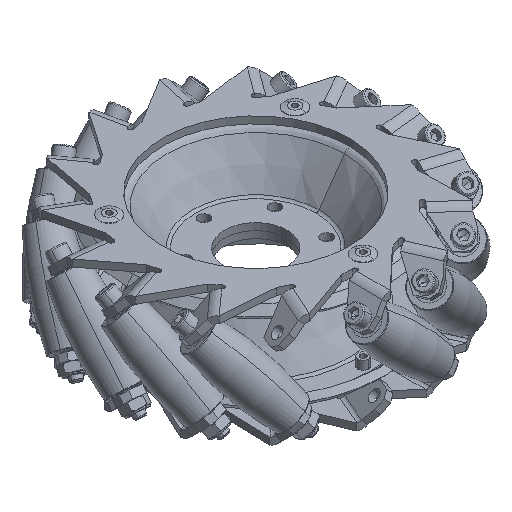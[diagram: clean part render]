
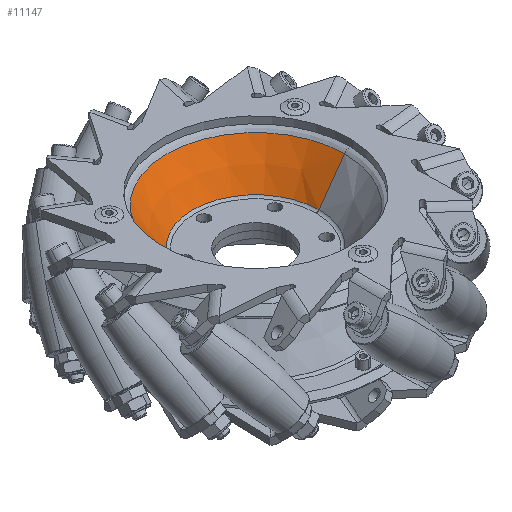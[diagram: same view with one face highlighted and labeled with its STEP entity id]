
A CAD part, isometric view. The second image highlights one B-rep face of the part: STEP entity #11147.
In plain terms, the highlighted conical face has half-angle 35.59 degrees and reference radius 28.53 mm.
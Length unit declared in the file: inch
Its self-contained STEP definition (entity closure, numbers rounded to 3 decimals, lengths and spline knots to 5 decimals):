
#478 = ORIENTED_EDGE ( 'NONE', *, *, #3727, .F. ) ;
#517 = LINE ( 'NONE', #5163, #3682 ) ;
#926 = CARTESIAN_POINT ( 'NONE',  ( 0.79662, 0., -1.60391 ) ) ;
#2021 = CIRCLE ( 'NONE', #3003, 1.14194 ) ;
#2333 = ORIENTED_EDGE ( 'NONE', *, *, #8799, .T. ) ;
#2585 = VECTOR ( 'NONE', #13556, 39.37008 ) ;
#3003 = AXIS2_PLACEMENT_3D ( 'NONE', #6104, #8278, #14281 ) ;
#3151 = DIRECTION ( 'NONE',  ( 0., 0., 1. ) ) ;
#3682 = VECTOR ( 'NONE', #9741, 39.37008 ) ;
#3727 = EDGE_CURVE ( 'NONE', #12995, #9348, #8920, .T. ) ;
#4176 = AXIS2_PLACEMENT_3D ( 'NONE', #6705, #13295, #3151 ) ;
#4817 = CONICAL_SURFACE ( 'NONE', #12269, 1.12325, 0.621 ) ;
#5163 = CARTESIAN_POINT ( 'NONE',  ( 0.125, 0., 1.12325 ) ) ;
#5498 = CARTESIAN_POINT ( 'NONE',  ( 0.79662, 0., 1.60391 ) ) ;
#5866 = EDGE_CURVE ( 'NONE', #9939, #13523, #517, .T. ) ;
#6104 = CARTESIAN_POINT ( 'NONE',  ( 0.15113, 0., 0. ) ) ;
#6588 = ORIENTED_EDGE ( 'NONE', *, *, #10360, .T. ) ;
#6705 = CARTESIAN_POINT ( 'NONE',  ( 0.79662, 0., 0. ) ) ;
#7410 = EDGE_LOOP ( 'NONE', ( #6588, #11688, #2333, #478 ) ) ;
#8278 = DIRECTION ( 'NONE',  ( -1., 0., 0. ) ) ;
#8317 = FACE_OUTER_BOUND ( 'NONE', #7410, .T. ) ;
#8708 = CARTESIAN_POINT ( 'NONE',  ( 0.125, 0., -1.12325 ) ) ;
#8799 = EDGE_CURVE ( 'NONE', #13523, #9348, #13094, .T. ) ;
#8920 = LINE ( 'NONE', #8708, #2585 ) ;
#9348 = VERTEX_POINT ( 'NONE', #926 ) ;
#9523 = DIRECTION ( 'NONE',  ( 1., 0., 0. ) ) ;
#9741 = DIRECTION ( 'NONE',  ( 0.813, 0., 0.582 ) ) ;
#9939 = VERTEX_POINT ( 'NONE', #10502 ) ;
#10360 = EDGE_CURVE ( 'NONE', #12995, #9939, #2021, .T. ) ;
#10502 = CARTESIAN_POINT ( 'NONE',  ( 0.15113, 0., 1.14194 ) ) ;
#10574 = DIRECTION ( 'NONE',  ( 0., 0., -1. ) ) ;
#11147 = ADVANCED_FACE ( 'NONE', ( #8317 ), #4817, .F. ) ;
#11688 = ORIENTED_EDGE ( 'NONE', *, *, #5866, .T. ) ;
#11787 = CARTESIAN_POINT ( 'NONE',  ( 0.125, 0., 0. ) ) ;
#12269 = AXIS2_PLACEMENT_3D ( 'NONE', #11787, #9523, #10574 ) ;
#12781 = CARTESIAN_POINT ( 'NONE',  ( 0.15113, 0., -1.14194 ) ) ;
#12995 = VERTEX_POINT ( 'NONE', #12781 ) ;
#13094 = CIRCLE ( 'NONE', #4176, 1.60391 ) ;
#13295 = DIRECTION ( 'NONE',  ( 1., 0., 0. ) ) ;
#13523 = VERTEX_POINT ( 'NONE', #5498 ) ;
#13556 = DIRECTION ( 'NONE',  ( 0.813, 0., -0.582 ) ) ;
#14281 = DIRECTION ( 'NONE',  ( 0., 0., -1. ) ) ;
